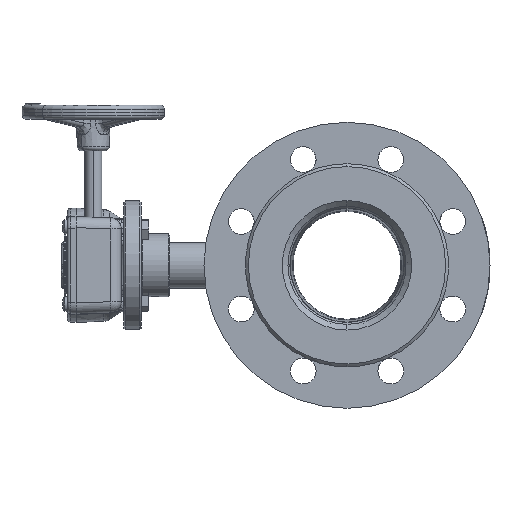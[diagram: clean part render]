
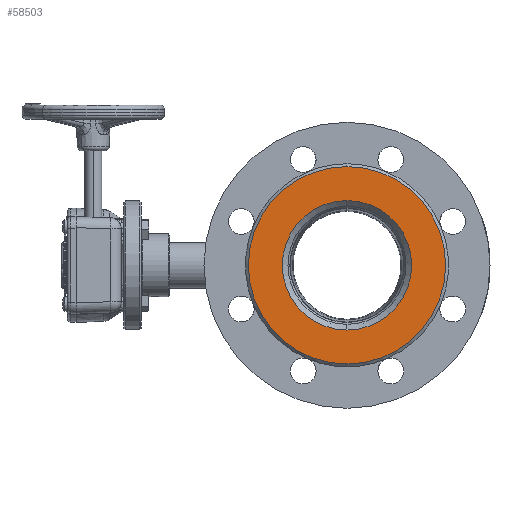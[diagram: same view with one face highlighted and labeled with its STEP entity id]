
A CAD part, left-side view. The second image highlights one B-rep face of the part: STEP entity #58503.
In plain terms, the highlighted planar face has unit normal (-1, 0, 0).
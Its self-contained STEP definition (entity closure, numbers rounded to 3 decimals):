
#1458 = AXIS2_PLACEMENT_3D ( 'NONE', #53421, #48496, #29960 ) ;
#2120 = CARTESIAN_POINT ( 'NONE',  ( -155., 71.142, 0. ) ) ;
#4156 = ORIENTED_EDGE ( 'NONE', *, *, #21422, .F. ) ;
#5257 = DIRECTION ( 'NONE',  ( 0., 0., -1. ) ) ;
#6403 = DIRECTION ( 'NONE',  ( 0., 0., -1. ) ) ;
#9146 = CARTESIAN_POINT ( 'NONE',  ( -155., 25.892, 0. ) ) ;
#9786 = DIRECTION ( 'NONE',  ( 0., 0., 1. ) ) ;
#9858 = EDGE_CURVE ( 'NONE', #16024, #64842, #55184, .T. ) ;
#9975 = CARTESIAN_POINT ( 'NONE',  ( -155., 71.142, 0. ) ) ;
#13751 = ORIENTED_EDGE ( 'NONE', *, *, #49325, .T. ) ;
#14483 = CARTESIAN_POINT ( 'NONE',  ( -155., 71.142, 0. ) ) ;
#15366 = FACE_BOUND ( 'NONE', #49117, .T. ) ;
#16024 = VERTEX_POINT ( 'NONE', #31874 ) ;
#18803 = AXIS2_PLACEMENT_3D ( 'NONE', #9975, #24112, #30021 ) ;
#21422 = EDGE_CURVE ( 'NONE', #30581, #32053, #42971, .T. ) ;
#23524 = CIRCLE ( 'NONE', #1458, 69. ) ;
#24112 = DIRECTION ( 'NONE',  ( -1., 0., 0. ) ) ;
#24388 = EDGE_CURVE ( 'NONE', #32053, #30581, #40828, .T. ) ;
#24569 = PLANE ( 'NONE',  #58790 ) ;
#29960 = DIRECTION ( 'NONE',  ( 0., 0., -1. ) ) ;
#30021 = DIRECTION ( 'NONE',  ( 0., 0., -1. ) ) ;
#30581 = VERTEX_POINT ( 'NONE', #55952 ) ;
#31874 = CARTESIAN_POINT ( 'NONE',  ( -155., 71.142, -69. ) ) ;
#32053 = VERTEX_POINT ( 'NONE', #33581 ) ;
#33581 = CARTESIAN_POINT ( 'NONE',  ( -155., 71.142, 45.25 ) ) ;
#36431 = ORIENTED_EDGE ( 'NONE', *, *, #24388, .F. ) ;
#38071 = ORIENTED_EDGE ( 'NONE', *, *, #9858, .T. ) ;
#38731 = AXIS2_PLACEMENT_3D ( 'NONE', #2120, #46506, #6403 ) ;
#39141 = DIRECTION ( 'NONE',  ( -1., 0., 0. ) ) ;
#39446 = AXIS2_PLACEMENT_3D ( 'NONE', #14483, #39141, #5257 ) ;
#40828 = CIRCLE ( 'NONE', #18803, 45.25 ) ;
#41950 = CARTESIAN_POINT ( 'NONE',  ( -155., 71.142, 69. ) ) ;
#42971 = CIRCLE ( 'NONE', #38731, 45.25 ) ;
#46506 = DIRECTION ( 'NONE',  ( -1., 0., 0. ) ) ;
#48496 = DIRECTION ( 'NONE',  ( -1., 0., 0. ) ) ;
#49117 = EDGE_LOOP ( 'NONE', ( #4156, #36431 ) ) ;
#49325 = EDGE_CURVE ( 'NONE', #64842, #16024, #23524, .T. ) ;
#49569 = DIRECTION ( 'NONE',  ( 1., 0., 0. ) ) ;
#53421 = CARTESIAN_POINT ( 'NONE',  ( -155., 71.142, 0. ) ) ;
#55184 = CIRCLE ( 'NONE', #39446, 69. ) ;
#55952 = CARTESIAN_POINT ( 'NONE',  ( -155., 71.142, -45.25 ) ) ;
#57446 = EDGE_LOOP ( 'NONE', ( #13751, #38071 ) ) ;
#58503 = ADVANCED_FACE ( 'NONE', ( #15366, #64402 ), #24569, .F. ) ;
#58790 = AXIS2_PLACEMENT_3D ( 'NONE', #9146, #49569, #9786 ) ;
#64402 = FACE_OUTER_BOUND ( 'NONE', #57446, .T. ) ;
#64842 = VERTEX_POINT ( 'NONE', #41950 ) ;
